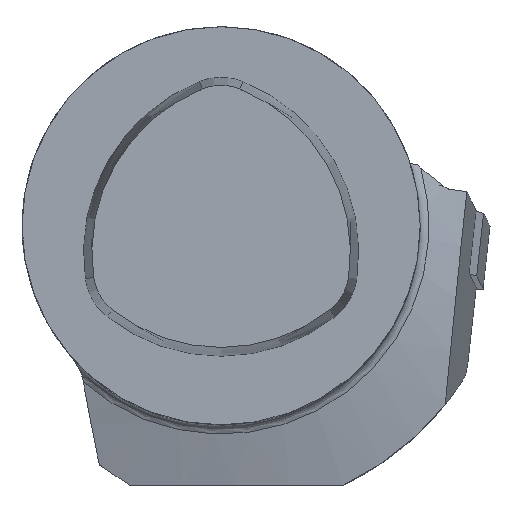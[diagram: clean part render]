
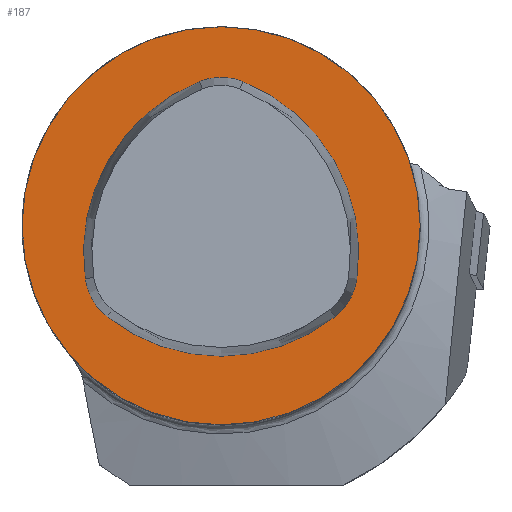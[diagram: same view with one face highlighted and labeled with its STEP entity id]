
A CAD part, top view. The second image highlights one B-rep face of the part: STEP entity #187.
In plain terms, the highlighted planar face has unit normal (0, 0, 1).
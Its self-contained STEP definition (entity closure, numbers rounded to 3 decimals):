
#108=FACE_BOUND('',#328,.T.);
#109=FACE_BOUND('',#329,.T.);
#138=CIRCLE('',#1040,20.);
#148=CIRCLE('',#1060,18.5);
#149=CIRCLE('',#1061,5.9);
#150=CIRCLE('',#1062,18.5);
#151=CIRCLE('',#1063,5.9);
#152=CIRCLE('',#1064,18.5);
#153=CIRCLE('',#1065,5.9);
#187=ADVANCED_FACE('',(#108,#109),#233,.T.);
#233=PLANE('',#1066);
#328=EDGE_LOOP('',(#468));
#329=EDGE_LOOP('',(#469,#470,#471,#472,#473,#474));
#468=ORIENTED_EDGE('',*,*,#745,.F.);
#469=ORIENTED_EDGE('',*,*,#770,.T.);
#470=ORIENTED_EDGE('',*,*,#771,.T.);
#471=ORIENTED_EDGE('',*,*,#772,.T.);
#472=ORIENTED_EDGE('',*,*,#773,.T.);
#473=ORIENTED_EDGE('',*,*,#774,.T.);
#474=ORIENTED_EDGE('',*,*,#775,.T.);
#654=VERTEX_POINT('',#1525);
#673=VERTEX_POINT('',#1605);
#674=VERTEX_POINT('',#1606);
#675=VERTEX_POINT('',#1608);
#676=VERTEX_POINT('',#1610);
#677=VERTEX_POINT('',#1612);
#678=VERTEX_POINT('',#1614);
#745=EDGE_CURVE('',#654,#654,#138,.T.);
#770=EDGE_CURVE('',#673,#674,#148,.T.);
#771=EDGE_CURVE('',#674,#675,#149,.T.);
#772=EDGE_CURVE('',#675,#676,#150,.T.);
#773=EDGE_CURVE('',#676,#677,#151,.T.);
#774=EDGE_CURVE('',#677,#678,#152,.T.);
#775=EDGE_CURVE('',#678,#673,#153,.T.);
#1040=AXIS2_PLACEMENT_3D('',#1524,#1188,#1189);
#1060=AXIS2_PLACEMENT_3D('',#1604,#1236,#1237);
#1061=AXIS2_PLACEMENT_3D('',#1607,#1238,#1239);
#1062=AXIS2_PLACEMENT_3D('',#1609,#1240,#1241);
#1063=AXIS2_PLACEMENT_3D('',#1611,#1242,#1243);
#1064=AXIS2_PLACEMENT_3D('',#1613,#1244,#1245);
#1065=AXIS2_PLACEMENT_3D('',#1615,#1246,#1247);
#1066=AXIS2_PLACEMENT_3D('',#1616,#1248,#1249);
#1188=DIRECTION('',(0.,0.,-1.));
#1189=DIRECTION('',(-1.,0.,0.));
#1236=DIRECTION('',(0.,0.,-1.));
#1237=DIRECTION('',(-1.,0.,0.));
#1238=DIRECTION('',(0.,0.,-1.));
#1239=DIRECTION('',(-1.,0.,0.));
#1240=DIRECTION('',(0.,0.,-1.));
#1241=DIRECTION('',(-1.,0.,0.));
#1242=DIRECTION('',(0.,0.,-1.));
#1243=DIRECTION('',(-1.,0.,0.));
#1244=DIRECTION('',(0.,0.,-1.));
#1245=DIRECTION('',(-1.,0.,0.));
#1246=DIRECTION('',(0.,0.,-1.));
#1247=DIRECTION('',(-1.,0.,0.));
#1248=DIRECTION('',(0.,0.,1.));
#1249=DIRECTION('',(-1.,0.,0.));
#1524=CARTESIAN_POINT('',(0.,0.,0.));
#1525=CARTESIAN_POINT('',(-20.,0.,0.));
#1604=CARTESIAN_POINT('',(-4.677,-2.7,0.));
#1605=CARTESIAN_POINT('',(2.19,14.479,0.));
#1606=CARTESIAN_POINT('',(13.634,-5.343,0.));
#1607=CARTESIAN_POINT('',(7.794,-4.5,0.));
#1608=CARTESIAN_POINT('',(11.444,-9.136,0.));
#1609=CARTESIAN_POINT('',(0.,5.4,0.));
#1610=CARTESIAN_POINT('',(-11.444,-9.136,0.));
#1611=CARTESIAN_POINT('',(-7.794,-4.5,0.));
#1612=CARTESIAN_POINT('',(-13.634,-5.343,0.));
#1613=CARTESIAN_POINT('',(4.677,-2.7,0.));
#1614=CARTESIAN_POINT('',(-2.19,14.479,0.));
#1615=CARTESIAN_POINT('',(0.,9.,0.));
#1616=CARTESIAN_POINT('',(0.,0.,0.));
